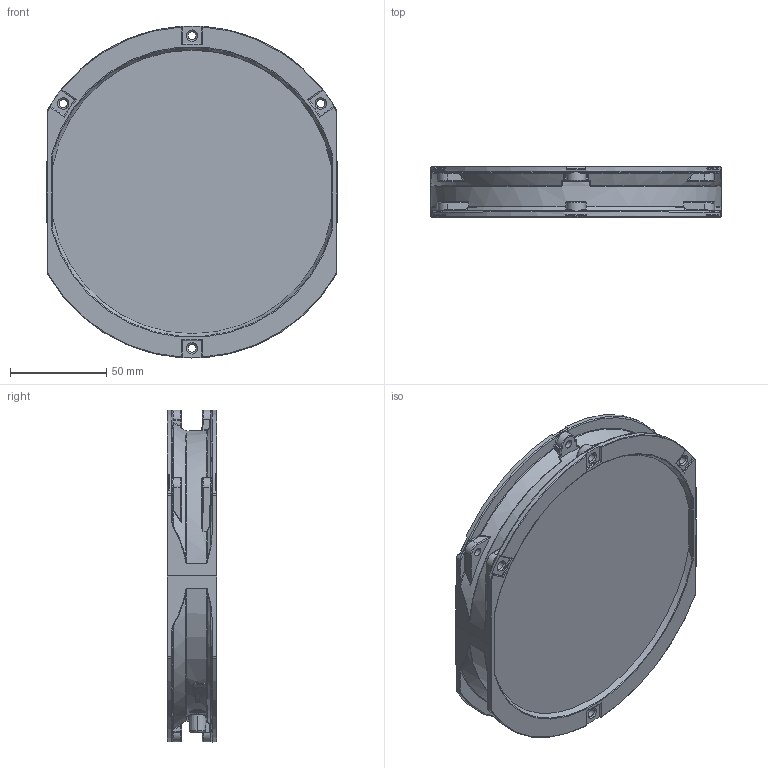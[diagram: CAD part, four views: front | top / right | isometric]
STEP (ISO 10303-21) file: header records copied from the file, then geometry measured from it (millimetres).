
FILE_DESCRIPTION((''),'2;1');
FILE_NAME('4100205600','2017-03-01T',('yiliang.gong'),(''),'CREO PARAMETRIC BY PTC INC, 2015080','CREO PARAMETRIC BY PTC INC, 2015080','');
FILE_SCHEMA(('CONFIG_CONTROL_DESIGN'));
Products named in the file (1): 4100205600
Bounding box: 150.5 x 25.9 x 172.08 mm (x, y, z)
Volume: 435086 mm3; surface area: 69102.7 mm2
Topology: 1 solids, 11 shells, 1278 faces, 3251 edges, 1999 vertices
Faces by surface type: plane 361, bspline 359, cylinder 239, cone 135, torus 134, sphere 41, extrusion 9
Entity records: 61719 total; most frequent: CARTESIAN_POINT 34759, ORIENTED_EDGE 6414, DIRECTION 4326, EDGE_CURVE 3207, VERTEX_POINT 1999, AXIS2_PLACEMENT_3D 1624, B_SPLINE_CURVE_WITH_KNOTS 1433, EDGE_LOOP 1342
